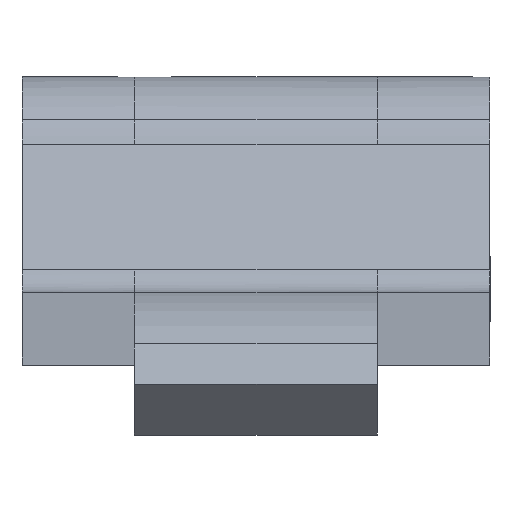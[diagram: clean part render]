
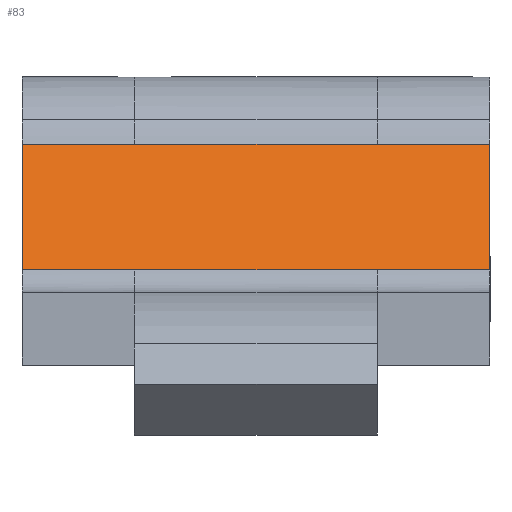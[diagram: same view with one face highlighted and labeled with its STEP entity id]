
A CAD part, left-side view. The second image highlights one B-rep face of the part: STEP entity #83.
In plain terms, the highlighted planar face has unit normal (-0.924, 0, 0.383).
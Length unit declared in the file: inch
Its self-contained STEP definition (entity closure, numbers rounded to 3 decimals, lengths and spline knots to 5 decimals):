
#83=ADVANCED_FACE('',(#193),#194,.T.);
#193=FACE_OUTER_BOUND('',#348,.T.);
#194=PLANE('',#349);
#348=EDGE_LOOP('',(#689,#690,#691,#692,#693,#694,#695,#696));
#349=AXIS2_PLACEMENT_3D('',#697,#698,#699);
#689=ORIENTED_EDGE('',*,*,#1003,.T.);
#690=ORIENTED_EDGE('',*,*,#1004,.F.);
#691=ORIENTED_EDGE('',*,*,#1005,.F.);
#692=ORIENTED_EDGE('',*,*,#964,.T.);
#693=ORIENTED_EDGE('',*,*,#1006,.T.);
#694=ORIENTED_EDGE('',*,*,#1007,.F.);
#695=ORIENTED_EDGE('',*,*,#1008,.T.);
#696=ORIENTED_EDGE('',*,*,#1009,.T.);
#697=CARTESIAN_POINT('',(1.33458,0.0,0.79144));
#698=DIRECTION('',(-0.924,0.0,0.383));
#699=DIRECTION('',(-0.383,-0.0,-0.924));
#964=EDGE_CURVE('',#1123,#1121,#1124,.T.);
#1003=EDGE_CURVE('',#1188,#1189,#1190,.T.);
#1004=EDGE_CURVE('',#1191,#1189,#1192,.T.);
#1005=EDGE_CURVE('',#1123,#1191,#1193,.T.);
#1006=EDGE_CURVE('',#1121,#1194,#1195,.T.);
#1007=EDGE_CURVE('',#1196,#1194,#1197,.T.);
#1008=EDGE_CURVE('',#1196,#1198,#1199,.T.);
#1009=EDGE_CURVE('',#1198,#1188,#1200,.T.);
#1121=VERTEX_POINT('',#1352);
#1123=VERTEX_POINT('',#1354);
#1124=LINE('',#1355,#1356);
#1188=VERTEX_POINT('',#1460);
#1189=VERTEX_POINT('',#1461);
#1190=LINE('',#1462,#1463);
#1191=VERTEX_POINT('',#1464);
#1192=LINE('',#1465,#1466);
#1193=LINE('',#1467,#1468);
#1194=VERTEX_POINT('',#1469);
#1195=LINE('',#1470,#1471);
#1196=VERTEX_POINT('',#1472);
#1197=LINE('',#1473,#1474);
#1198=VERTEX_POINT('',#1475);
#1199=LINE('',#1476,#1477);
#1200=LINE('',#1478,#1479);
#1352=CARTESIAN_POINT('',(1.42475,1.23438,1.00916));
#1354=CARTESIAN_POINT('',(1.42475,0.84375,1.00916));
#1355=CARTESIAN_POINT('',(1.42475,0.84375,1.00916));
#1356=VECTOR('',#1744,1.0);
#1460=CARTESIAN_POINT('',(1.24441,-0.39063,0.57373));
#1461=CARTESIAN_POINT('',(1.42475,-0.39063,1.00916));
#1462=CARTESIAN_POINT('',(1.42475,-0.39063,1.00916));
#1463=VECTOR('',#1770,1.);
#1464=CARTESIAN_POINT('',(1.42475,0.0,1.00916));
#1465=CARTESIAN_POINT('',(1.42475,0.0,1.00916));
#1466=VECTOR('',#1771,1.0);
#1467=CARTESIAN_POINT('',(1.42475,0.84375,1.00916));
#1468=VECTOR('',#1772,1.0);
#1469=CARTESIAN_POINT('',(1.24441,1.23438,0.57373));
#1470=CARTESIAN_POINT('',(1.42475,1.23438,1.00916));
#1471=VECTOR('',#1773,1.);
#1472=CARTESIAN_POINT('',(1.24441,0.84375,0.57373));
#1473=CARTESIAN_POINT('',(1.24441,0.84375,0.57373));
#1474=VECTOR('',#1774,1.0);
#1475=CARTESIAN_POINT('',(1.24441,0.0,0.57373));
#1476=CARTESIAN_POINT('',(1.24441,0.84375,0.57373));
#1477=VECTOR('',#1775,1.0);
#1478=CARTESIAN_POINT('',(1.24441,0.0,0.57373));
#1479=VECTOR('',#1776,1.0);
#1744=DIRECTION('',(0.0,1.0,0.0));
#1770=DIRECTION('',(0.383,0.0,0.924));
#1771=DIRECTION('',(0.0,-1.0,0.0));
#1772=DIRECTION('',(0.0,-1.0,0.0));
#1773=DIRECTION('',(-0.383,-0.0,-0.924));
#1774=DIRECTION('',(0.0,1.0,0.0));
#1775=DIRECTION('',(0.0,-1.0,0.0));
#1776=DIRECTION('',(0.0,-1.0,0.0));
